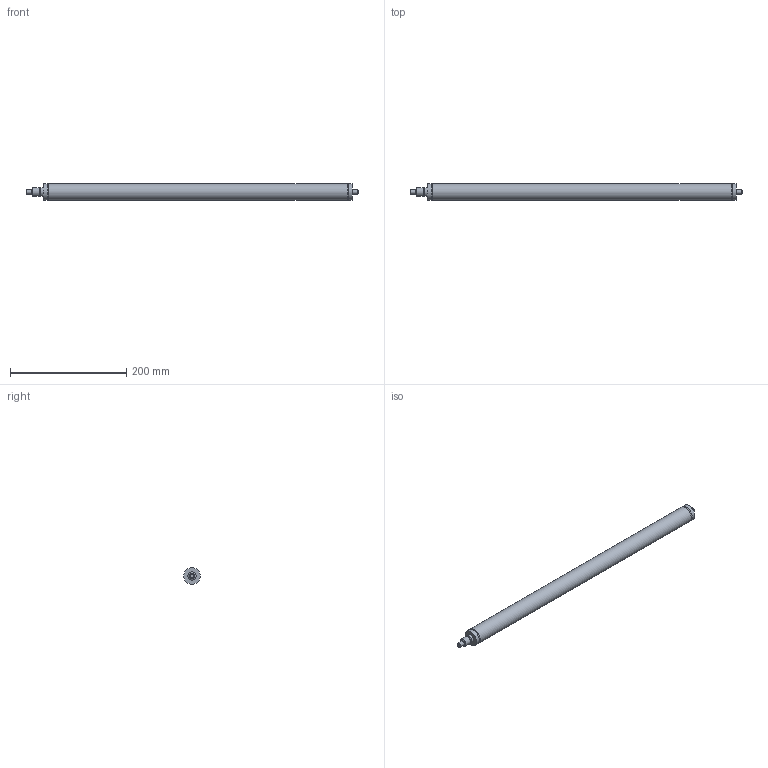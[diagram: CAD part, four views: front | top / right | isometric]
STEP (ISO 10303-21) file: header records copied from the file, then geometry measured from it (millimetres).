
FILE_DESCRIPTION(/* description */ ('Zylinderrohr'),/* implementation_level */ '2;1');
FILE_NAME(/* name */ 'Z 10 28 0450 0 1000 GZ10 GZ10 -5.stp',/* time_stamp */ '2020-02-10T09:14:15+01:00',/* author */ ('DLamberti'),/* organization */ (''),/* preprocessor_version */ 'ST-DEVELOPER v16.1',/* originating_system */ 'Autodesk Inventor 2016',/* authorisation */ '');
FILE_SCHEMA (('AUTOMOTIVE_DESIGN { 1 0 10303 214 3 1 1 }'));
Length unit declared in the file: millimetre
Products named in the file (4): ROH_-X-00046-EM; ENG-002339; Gew-04; Baugruppe2
Assembly tree (3 placements, depth 2):
  Baugruppe2
    ROH_-X-00046-EM
    ENG-002339
    Gew-04
Bounding box: 570 x 28 x 28 mm (x, y, z)
Volume: 365260.2 mm3; surface area: 63898.3 mm2
Topology: 3 solids, 3 shells, 22 faces, 33 edges, 19 vertices
Faces by surface type: plane 8, cylinder 8, torus 3, cone 3
Full cylindrical faces by diameter (mm): 8 x2, 10 x1, 14 x2, 28 x3
Entity records: 511 total; most frequent: DIRECTION 96, CARTESIAN_POINT 67, AXIS2_PLACEMENT_3D 48, EDGE_LOOP 38, ORIENTED_EDGE 38, FACE_OUTER_BOUND 22, ADVANCED_FACE 22, CIRCLE 19
